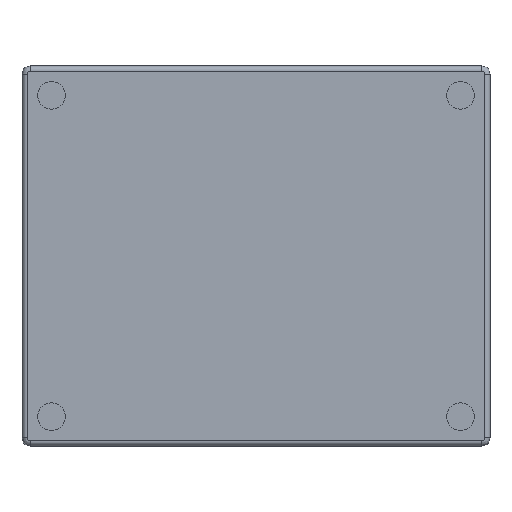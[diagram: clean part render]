
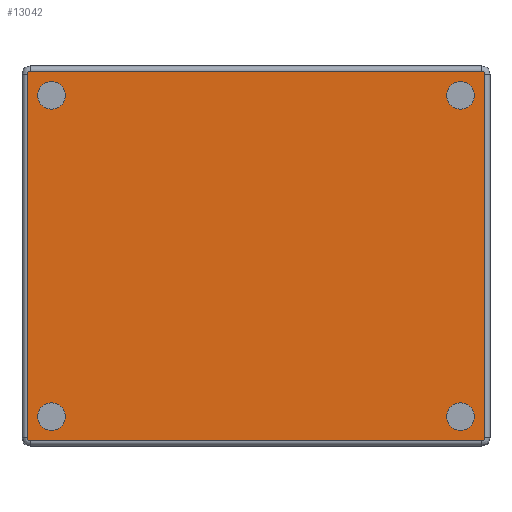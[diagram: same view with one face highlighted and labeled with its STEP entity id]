
A CAD part, front view. The second image highlights one B-rep face of the part: STEP entity #13042.
In plain terms, the highlighted planar face has unit normal (0, -1, 0).
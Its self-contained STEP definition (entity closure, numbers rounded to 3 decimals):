
#364=FACE_BOUND('',#1992,.T.);
#365=FACE_BOUND('',#1993,.T.);
#366=FACE_BOUND('',#1994,.T.);
#367=FACE_BOUND('',#1995,.T.);
#1211=FACE_OUTER_BOUND('',#1991,.T.);
#1991=EDGE_LOOP('',(#11271,#11272,#11273,#11274,#11275,#11276,#11277,#11278));
#1992=EDGE_LOOP('',(#11279));
#1993=EDGE_LOOP('',(#11280));
#1994=EDGE_LOOP('',(#11281));
#1995=EDGE_LOOP('',(#11282));
#2408=CIRCLE('',#14160,21.);
#2410=CIRCLE('',#14164,21.);
#2412=CIRCLE('',#14168,21.);
#2414=CIRCLE('',#14172,21.);
#2416=CIRCLE('',#14175,4.5);
#2422=CIRCLE('',#14182,4.5);
#2426=CIRCLE('',#14187,4.5);
#2430=CIRCLE('',#14192,4.5);
#3614=LINE('',#24015,#4813);
#3616=LINE('',#24035,#4815);
#3618=LINE('',#24055,#4817);
#3619=LINE('',#24071,#4818);
#4813=VECTOR('',#17613,10.);
#4815=VECTOR('',#17625,10.);
#4817=VECTOR('',#17637,10.);
#4818=VECTOR('',#17646,10.);
#5978=VERTEX_POINT('',#23968);
#5980=VERTEX_POINT('',#23975);
#5982=VERTEX_POINT('',#23982);
#5984=VERTEX_POINT('',#23989);
#5986=VERTEX_POINT('',#24003);
#5987=VERTEX_POINT('',#24005);
#5989=VERTEX_POINT('',#24011);
#5991=VERTEX_POINT('',#24025);
#5993=VERTEX_POINT('',#24031);
#5995=VERTEX_POINT('',#24045);
#5997=VERTEX_POINT('',#24051);
#5999=VERTEX_POINT('',#24065);
#7753=EDGE_CURVE('',#5978,#5978,#2408,.T.);
#7756=EDGE_CURVE('',#5980,#5980,#2410,.T.);
#7759=EDGE_CURVE('',#5982,#5982,#2412,.T.);
#7762=EDGE_CURVE('',#5984,#5984,#2414,.T.);
#7764=EDGE_CURVE('',#5986,#5987,#2416,.T.);
#7769=EDGE_CURVE('',#5987,#5989,#3614,.T.);
#7772=EDGE_CURVE('',#5989,#5991,#2422,.T.);
#7775=EDGE_CURVE('',#5991,#5993,#3616,.T.);
#7778=EDGE_CURVE('',#5993,#5995,#2426,.T.);
#7781=EDGE_CURVE('',#5995,#5997,#3618,.T.);
#7784=EDGE_CURVE('',#5997,#5999,#2430,.T.);
#7785=EDGE_CURVE('',#5999,#5986,#3619,.T.);
#11271=ORIENTED_EDGE('',*,*,#7764,.F.);
#11272=ORIENTED_EDGE('',*,*,#7785,.F.);
#11273=ORIENTED_EDGE('',*,*,#7784,.F.);
#11274=ORIENTED_EDGE('',*,*,#7781,.F.);
#11275=ORIENTED_EDGE('',*,*,#7778,.F.);
#11276=ORIENTED_EDGE('',*,*,#7775,.F.);
#11277=ORIENTED_EDGE('',*,*,#7772,.F.);
#11278=ORIENTED_EDGE('',*,*,#7769,.F.);
#11279=ORIENTED_EDGE('',*,*,#7753,.T.);
#11280=ORIENTED_EDGE('',*,*,#7756,.T.);
#11281=ORIENTED_EDGE('',*,*,#7759,.T.);
#11282=ORIENTED_EDGE('',*,*,#7762,.T.);
#11829=PLANE('',#14199);
#13042=ADVANCED_FACE('',(#1211,#364,#365,#366,#367),#11829,.F.);
#14160=AXIS2_PLACEMENT_3D('',#23970,#17569,#17570);
#14164=AXIS2_PLACEMENT_3D('',#23977,#17578,#17579);
#14168=AXIS2_PLACEMENT_3D('',#23984,#17587,#17588);
#14172=AXIS2_PLACEMENT_3D('',#23991,#17596,#17597);
#14175=AXIS2_PLACEMENT_3D('',#24006,#17602,#17603);
#14182=AXIS2_PLACEMENT_3D('',#24029,#17618,#17619);
#14187=AXIS2_PLACEMENT_3D('',#24049,#17630,#17631);
#14192=AXIS2_PLACEMENT_3D('',#24069,#17642,#17643);
#14199=AXIS2_PLACEMENT_3D('',#24086,#17664,#17665);
#17569=DIRECTION('center_axis',(0.,1.,0.));
#17570=DIRECTION('ref_axis',(-1.,0.,0.));
#17578=DIRECTION('center_axis',(0.,1.,0.));
#17579=DIRECTION('ref_axis',(-1.,0.,0.));
#17587=DIRECTION('center_axis',(0.,1.,0.));
#17588=DIRECTION('ref_axis',(-1.,0.,0.));
#17596=DIRECTION('center_axis',(0.,1.,0.));
#17597=DIRECTION('ref_axis',(-1.,0.,0.));
#17602=DIRECTION('center_axis',(0.,1.,0.));
#17603=DIRECTION('ref_axis',(-0.707,0.,0.707));
#17613=DIRECTION('',(1.,0.,0.));
#17618=DIRECTION('center_axis',(0.,1.,0.));
#17619=DIRECTION('ref_axis',(0.707,0.,0.707));
#17625=DIRECTION('',(0.,0.,-1.));
#17630=DIRECTION('center_axis',(0.,1.,0.));
#17631=DIRECTION('ref_axis',(0.707,0.,-0.707));
#17637=DIRECTION('',(-1.,0.,0.));
#17642=DIRECTION('center_axis',(0.,1.,0.));
#17643=DIRECTION('ref_axis',(-0.707,0.,-0.707));
#17646=DIRECTION('',(0.,0.,1.));
#17664=DIRECTION('center_axis',(0.,1.,0.));
#17665=DIRECTION('ref_axis',(0.,0.,1.));
#23968=CARTESIAN_POINT('',(333.,-18.,-245.));
#23970=CARTESIAN_POINT('Origin',(312.,-18.,-245.));
#23975=CARTESIAN_POINT('',(333.,-18.,245.));
#23977=CARTESIAN_POINT('Origin',(312.,-18.,245.));
#23982=CARTESIAN_POINT('',(-291.,-18.,245.));
#23984=CARTESIAN_POINT('Origin',(-312.,-18.,245.));
#23989=CARTESIAN_POINT('',(-291.,-18.,-245.));
#23991=CARTESIAN_POINT('Origin',(-312.,-18.,-245.));
#24003=CARTESIAN_POINT('',(-349.,-18.,277.5));
#24005=CARTESIAN_POINT('',(-344.5,-18.,282.));
#24006=CARTESIAN_POINT('Origin',(-344.5,-18.,277.5));
#24011=CARTESIAN_POINT('',(344.5,-18.,282.));
#24015=CARTESIAN_POINT('',(178.5,-18.,282.));
#24025=CARTESIAN_POINT('',(349.,-18.,277.5));
#24029=CARTESIAN_POINT('Origin',(344.5,-18.,277.5));
#24031=CARTESIAN_POINT('',(349.,-18.,-277.5));
#24035=CARTESIAN_POINT('',(349.,-18.,-145.));
#24045=CARTESIAN_POINT('',(344.5,-18.,-282.));
#24049=CARTESIAN_POINT('Origin',(344.5,-18.,-277.5));
#24051=CARTESIAN_POINT('',(-344.5,-18.,-282.));
#24055=CARTESIAN_POINT('',(-178.5,-18.,-282.));
#24065=CARTESIAN_POINT('',(-349.,-18.,-277.5));
#24069=CARTESIAN_POINT('Origin',(-344.5,-18.,-277.5));
#24071=CARTESIAN_POINT('',(-349.,-18.,145.));
#24086=CARTESIAN_POINT('Origin',(0.,-18.,0.));
